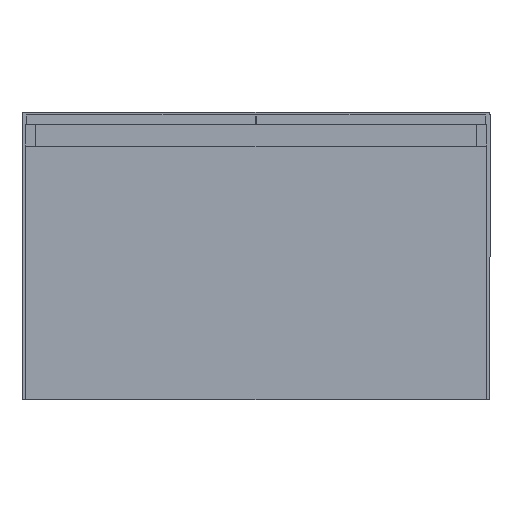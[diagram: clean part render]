
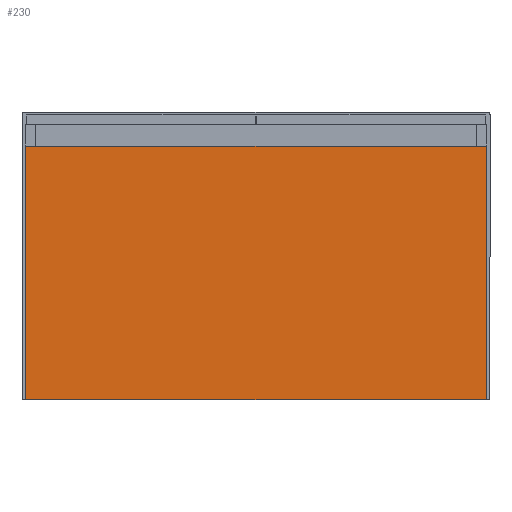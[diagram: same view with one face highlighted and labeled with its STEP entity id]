
A CAD part, front view. The second image highlights one B-rep face of the part: STEP entity #230.
In plain terms, the highlighted planar face has unit normal (0, -1, 0).
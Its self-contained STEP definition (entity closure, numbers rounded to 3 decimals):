
#47 = LINE ( 'NONE', #2528, #979 ) ;
#128 = DIRECTION ( 'NONE',  ( -1., 0., 0. ) ) ;
#230 = ADVANCED_FACE ( 'NONE', ( #3898 ), #1166, .T. ) ;
#325 = LINE ( 'NONE', #3516, #3509 ) ;
#334 = LINE ( 'NONE', #1008, #685 ) ;
#539 = EDGE_CURVE ( 'NONE', #618, #2779, #47, .T. ) ;
#618 = VERTEX_POINT ( 'NONE', #1956 ) ;
#645 = EDGE_LOOP ( 'NONE', ( #945, #2857, #1538, #1768 ) ) ;
#685 = VECTOR ( 'NONE', #3210, 1000. ) ;
#912 = CARTESIAN_POINT ( 'NONE',  ( 369., -490.1, 0. ) ) ;
#928 = DIRECTION ( 'NONE',  ( 0., 0., -1. ) ) ;
#945 = ORIENTED_EDGE ( 'NONE', *, *, #1226, .F. ) ;
#979 = VECTOR ( 'NONE', #928, 1000. ) ;
#1008 = CARTESIAN_POINT ( 'NONE',  ( 369., -490.1, 1200.844 ) ) ;
#1040 = CARTESIAN_POINT ( 'NONE',  ( -369., -490.1, 0. ) ) ;
#1144 = VECTOR ( 'NONE', #1264, 1000. ) ;
#1166 = PLANE ( 'NONE',  #2391 ) ;
#1226 = EDGE_CURVE ( 'NONE', #1847, #2012, #334, .T. ) ;
#1264 = DIRECTION ( 'NONE',  ( -1., 0., 0. ) ) ;
#1538 = ORIENTED_EDGE ( 'NONE', *, *, #539, .T. ) ;
#1768 = ORIENTED_EDGE ( 'NONE', *, *, #2880, .F. ) ;
#1847 = VERTEX_POINT ( 'NONE', #3741 ) ;
#1956 = CARTESIAN_POINT ( 'NONE',  ( -369., -490.1, 406.1 ) ) ;
#2012 = VERTEX_POINT ( 'NONE', #3010 ) ;
#2132 = EDGE_CURVE ( 'NONE', #1847, #618, #325, .T. ) ;
#2391 = AXIS2_PLACEMENT_3D ( 'NONE', #3564, #2977, #2666 ) ;
#2528 = CARTESIAN_POINT ( 'NONE',  ( -369., -490.1, 1200.844 ) ) ;
#2666 = DIRECTION ( 'NONE',  ( 1., 0., 0. ) ) ;
#2779 = VERTEX_POINT ( 'NONE', #1040 ) ;
#2857 = ORIENTED_EDGE ( 'NONE', *, *, #2132, .T. ) ;
#2880 = EDGE_CURVE ( 'NONE', #2012, #2779, #2944, .T. ) ;
#2944 = LINE ( 'NONE', #912, #1144 ) ;
#2977 = DIRECTION ( 'NONE',  ( 0., -1., 0. ) ) ;
#3010 = CARTESIAN_POINT ( 'NONE',  ( 369., -490.1, 0. ) ) ;
#3210 = DIRECTION ( 'NONE',  ( 0., 0., -1. ) ) ;
#3509 = VECTOR ( 'NONE', #128, 1000. ) ;
#3516 = CARTESIAN_POINT ( 'NONE',  ( 369., -490.1, 406.1 ) ) ;
#3564 = CARTESIAN_POINT ( 'NONE',  ( 369., -490.1, 1200.844 ) ) ;
#3741 = CARTESIAN_POINT ( 'NONE',  ( 369., -490.1, 406.1 ) ) ;
#3898 = FACE_OUTER_BOUND ( 'NONE', #645, .T. ) ;
